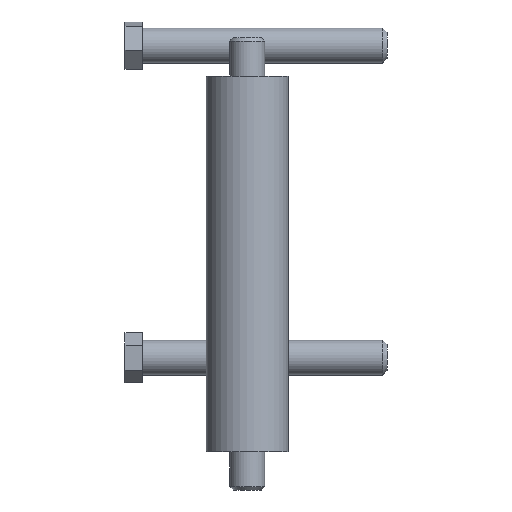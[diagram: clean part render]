
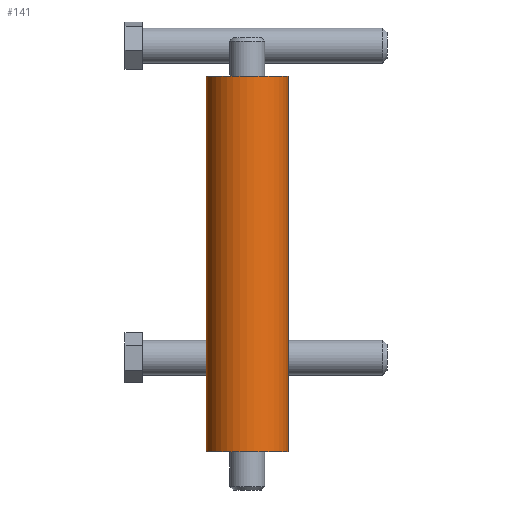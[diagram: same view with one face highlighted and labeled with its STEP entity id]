
A CAD part, front view. The second image highlights one B-rep face of the part: STEP entity #141.
In plain terms, the highlighted cylindrical face has radius 30 mm (diameter 60 mm), a full revolution.
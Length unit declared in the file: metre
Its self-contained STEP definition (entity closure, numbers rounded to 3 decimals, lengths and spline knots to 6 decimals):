
#141 = ADVANCED_FACE( '', ( #287, #288 ), #289, .T. );
#287 = FACE_OUTER_BOUND( '', #429, .T. );
#288 = FACE_OUTER_BOUND( '', #430, .T. );
#289 = CYLINDRICAL_SURFACE( '', #431, 0.03 );
#429 = EDGE_LOOP( '', ( #704 ) );
#430 = EDGE_LOOP( '', ( #705 ) );
#431 = AXIS2_PLACEMENT_3D( '', #706, #707, #708 );
#704 = ORIENTED_EDGE( '', *, *, #717, .T. );
#705 = ORIENTED_EDGE( '', *, *, #744, .F. );
#706 = CARTESIAN_POINT( '', ( -0.413164, 1.120324, 0.292098 ) );
#707 = DIRECTION( '', ( 0., 0., -1. ) );
#708 = DIRECTION( '', ( -1., 0., 0. ) );
#717 = EDGE_CURVE( '', #820, #820, #821, .T. );
#744 = EDGE_CURVE( '', #867, #867, #868, .F. );
#820 = VERTEX_POINT( '', #970 );
#821 = CIRCLE( '', #971, 0.03 );
#867 = VERTEX_POINT( '', #1034 );
#868 = CIRCLE( '', #1035, 0.03 );
#970 = CARTESIAN_POINT( '', ( -0.443164, 1.120324, 0.56515 ) );
#971 = AXIS2_PLACEMENT_3D( '', #1167, #1168, #1169 );
#1034 = CARTESIAN_POINT( '', ( -0.383164, 1.120324, 0.2921 ) );
#1035 = AXIS2_PLACEMENT_3D( '', #1196, #1197, #1198 );
#1167 = CARTESIAN_POINT( '', ( -0.413164, 1.120324, 0.56515 ) );
#1168 = DIRECTION( '', ( 0., 0., -1. ) );
#1169 = DIRECTION( '', ( -1., 0., 0. ) );
#1196 = CARTESIAN_POINT( '', ( -0.413164, 1.120324, 0.2921 ) );
#1197 = DIRECTION( '', ( 0., 0., 1. ) );
#1198 = DIRECTION( '', ( 1., 0., 0. ) );
